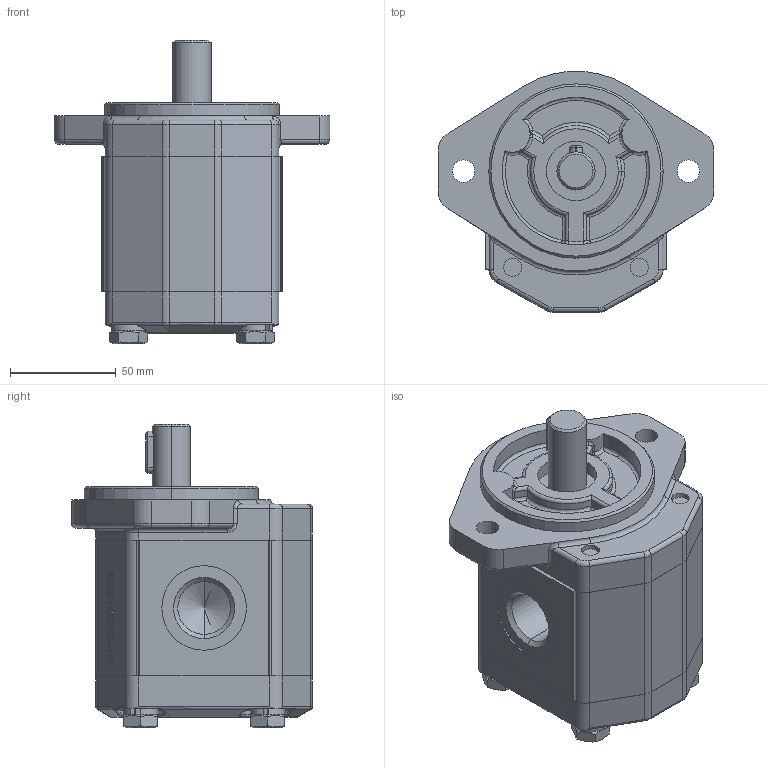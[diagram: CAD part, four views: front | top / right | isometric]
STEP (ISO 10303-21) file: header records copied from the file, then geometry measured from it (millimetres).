
FILE_DESCRIPTION (( 'STEP AP214' ), '1' );
FILE_NAME ('BHP.STEP', '2017-04-20T18:23:31', ( '' ), ( '' ), 'SwSTEP 2.0', 'SolidWorks 2015', '' );
FILE_SCHEMA (( 'AUTOMOTIVE_DESIGN' ));
Length unit declared in the file: millimetre
Products named in the file (1): BHP
Bounding box: 130.5 x 113.85 x 143.67 mm (x, y, z)
Volume: 807220.8 mm3; surface area: 84964.6 mm2
Topology: 1 solids, 1 shells, 608 faces, 1522 edges, 941 vertices
Faces by surface type: plane 215, cylinder 164, bspline 138, torus 49, cone 36, sphere 6
Entity records: 26589 total; most frequent: CARTESIAN_POINT 11079, ORIENTED_EDGE 3012, DIRECTION 2523, EDGE_CURVE 1506, VERTEX_POINT 937, AXIS2_PLACEMENT_3D 909, VECTOR 705, LINE 705
